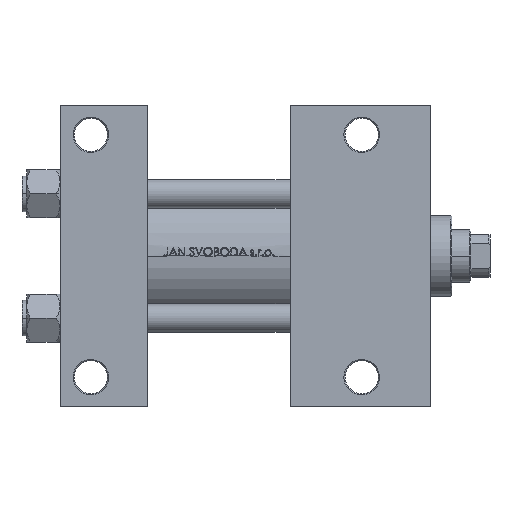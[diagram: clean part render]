
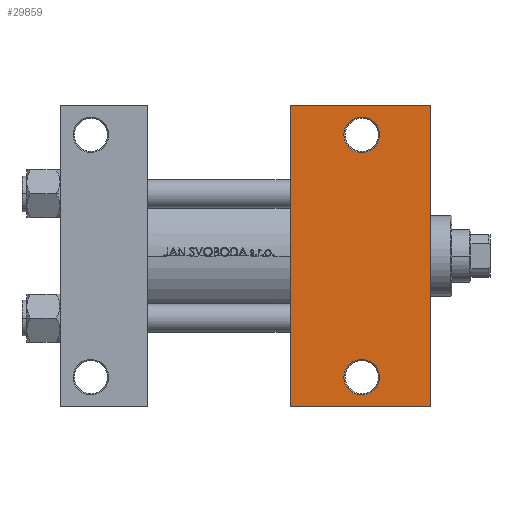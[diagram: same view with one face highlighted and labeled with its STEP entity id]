
A CAD part, front view. The second image highlights one B-rep face of the part: STEP entity #29859.
In plain terms, the highlighted face is planar.
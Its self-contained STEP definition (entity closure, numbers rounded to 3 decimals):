
#70 = DIRECTION ( 'NONE',  ( 0., 0., 1. ) ) ;
#229 = ORIENTED_EDGE ( 'NONE', *, *, #584, .T. ) ;
#316 = AXIS2_PLACEMENT_3D ( 'NONE', #37785, #26594, #41741 ) ;
#584 = EDGE_CURVE ( 'NONE', #19540, #40874, #1998, .T. ) ;
#830 = VERTEX_POINT ( 'NONE', #39928 ) ;
#1998 = CIRCLE ( 'NONE', #43222, 7.5 ) ;
#2757 = ORIENTED_EDGE ( 'NONE', *, *, #43701, .T. ) ;
#3669 = EDGE_CURVE ( 'NONE', #40874, #19540, #24269, .T. ) ;
#5803 = ORIENTED_EDGE ( 'NONE', *, *, #3669, .T. ) ;
#8237 = AXIS2_PLACEMENT_3D ( 'NONE', #42589, #41870, #8582 ) ;
#8582 = DIRECTION ( 'NONE',  ( -1., 0., 0. ) ) ;
#10224 = ORIENTED_EDGE ( 'NONE', *, *, #36021, .F. ) ;
#10349 = DIRECTION ( 'NONE',  ( 0., -1., 0. ) ) ;
#10723 = VECTOR ( 'NONE', #38892, 1000. ) ;
#10846 = VERTEX_POINT ( 'NONE', #36510 ) ;
#10924 = CARTESIAN_POINT ( 'NONE',  ( 97., -63.5, -37.5 ) ) ;
#11225 = EDGE_CURVE ( 'NONE', #37373, #43824, #13785, .T. ) ;
#11906 = DIRECTION ( 'NONE',  ( 0., 0., 1. ) ) ;
#12808 = CARTESIAN_POINT ( 'NONE',  ( 156., 37.5, -37.5 ) ) ;
#13088 = VECTOR ( 'NONE', #26067, 1000. ) ;
#13785 = LINE ( 'NONE', #20998, #20567 ) ;
#14612 = EDGE_LOOP ( 'NONE', ( #5803, #229 ) ) ;
#15187 = PLANE ( 'NONE',  #316 ) ;
#17063 = CARTESIAN_POINT ( 'NONE',  ( 97., 37.5, -37.5 ) ) ;
#18371 = AXIS2_PLACEMENT_3D ( 'NONE', #42140, #23272, #19567 ) ;
#18638 = VECTOR ( 'NONE', #10349, 1000. ) ;
#19540 = VERTEX_POINT ( 'NONE', #25261 ) ;
#19567 = DIRECTION ( 'NONE',  ( -1., 0., 0. ) ) ;
#20567 = VECTOR ( 'NONE', #47783, 1000. ) ;
#20915 = VERTEX_POINT ( 'NONE', #36411 ) ;
#20998 = CARTESIAN_POINT ( 'NONE',  ( 97., 63.5, -37.5 ) ) ;
#21470 = CARTESIAN_POINT ( 'NONE',  ( 97., 63.5, -37.5 ) ) ;
#22101 = LINE ( 'NONE', #10924, #13088 ) ;
#22629 = FACE_BOUND ( 'NONE', #14612, .T. ) ;
#23272 = DIRECTION ( 'NONE',  ( 0., 0., 1. ) ) ;
#24269 = CIRCLE ( 'NONE', #36989, 7.5 ) ;
#24502 = EDGE_CURVE ( 'NONE', #41528, #830, #27078, .T. ) ;
#25261 = CARTESIAN_POINT ( 'NONE',  ( 134.5, -51., -37.5 ) ) ;
#26067 = DIRECTION ( 'NONE',  ( -1., 0., 0. ) ) ;
#26503 = CIRCLE ( 'NONE', #8237, 7.5 ) ;
#26594 = DIRECTION ( 'NONE',  ( 0., 0., -1. ) ) ;
#26813 = CARTESIAN_POINT ( 'NONE',  ( 127., -51., -37.5 ) ) ;
#27078 = CIRCLE ( 'NONE', #18371, 7.5 ) ;
#28342 = ORIENTED_EDGE ( 'NONE', *, *, #24502, .T. ) ;
#29859 = ADVANCED_FACE ( 'NONE', ( #45211, #22629, #34044 ), #15187, .T. ) ;
#30588 = EDGE_CURVE ( 'NONE', #830, #41528, #26503, .T. ) ;
#31672 = LINE ( 'NONE', #12808, #10723 ) ;
#32404 = ORIENTED_EDGE ( 'NONE', *, *, #30588, .T. ) ;
#32443 = LINE ( 'NONE', #17063, #18638 ) ;
#34044 = FACE_OUTER_BOUND ( 'NONE', #35500, .T. ) ;
#34102 = CARTESIAN_POINT ( 'NONE',  ( 127., -51., -37.5 ) ) ;
#35500 = EDGE_LOOP ( 'NONE', ( #10224, #42313, #2757, #44047 ) ) ;
#36021 = EDGE_CURVE ( 'NONE', #37373, #20915, #32443, .T. ) ;
#36411 = CARTESIAN_POINT ( 'NONE',  ( 97., -63.5, -37.5 ) ) ;
#36510 = CARTESIAN_POINT ( 'NONE',  ( 156., -63.5, -37.5 ) ) ;
#36638 = CARTESIAN_POINT ( 'NONE',  ( 119.5, -51., -37.5 ) ) ;
#36989 = AXIS2_PLACEMENT_3D ( 'NONE', #34102, #70, #45269 ) ;
#37373 = VERTEX_POINT ( 'NONE', #21470 ) ;
#37785 = CARTESIAN_POINT ( 'NONE',  ( 156., 37.5, -37.5 ) ) ;
#38202 = EDGE_LOOP ( 'NONE', ( #28342, #32404 ) ) ;
#38892 = DIRECTION ( 'NONE',  ( 0., -1., 0. ) ) ;
#39928 = CARTESIAN_POINT ( 'NONE',  ( 134.5, 51., -37.5 ) ) ;
#40874 = VERTEX_POINT ( 'NONE', #36638 ) ;
#41528 = VERTEX_POINT ( 'NONE', #48583 ) ;
#41741 = DIRECTION ( 'NONE',  ( -1., 0., 0. ) ) ;
#41870 = DIRECTION ( 'NONE',  ( 0., 0., 1. ) ) ;
#42140 = CARTESIAN_POINT ( 'NONE',  ( 127., 51., -37.5 ) ) ;
#42313 = ORIENTED_EDGE ( 'NONE', *, *, #11225, .T. ) ;
#42589 = CARTESIAN_POINT ( 'NONE',  ( 127., 51., -37.5 ) ) ;
#43222 = AXIS2_PLACEMENT_3D ( 'NONE', #26813, #11906, #45915 ) ;
#43296 = EDGE_CURVE ( 'NONE', #10846, #20915, #22101, .T. ) ;
#43701 = EDGE_CURVE ( 'NONE', #43824, #10846, #31672, .T. ) ;
#43824 = VERTEX_POINT ( 'NONE', #46086 ) ;
#44047 = ORIENTED_EDGE ( 'NONE', *, *, #43296, .T. ) ;
#45211 = FACE_BOUND ( 'NONE', #38202, .T. ) ;
#45269 = DIRECTION ( 'NONE',  ( -1., 0., 0. ) ) ;
#45915 = DIRECTION ( 'NONE',  ( -1., 0., 0. ) ) ;
#46086 = CARTESIAN_POINT ( 'NONE',  ( 156., 63.5, -37.5 ) ) ;
#47783 = DIRECTION ( 'NONE',  ( 1., 0., 0. ) ) ;
#48583 = CARTESIAN_POINT ( 'NONE',  ( 119.5, 51., -37.5 ) ) ;
